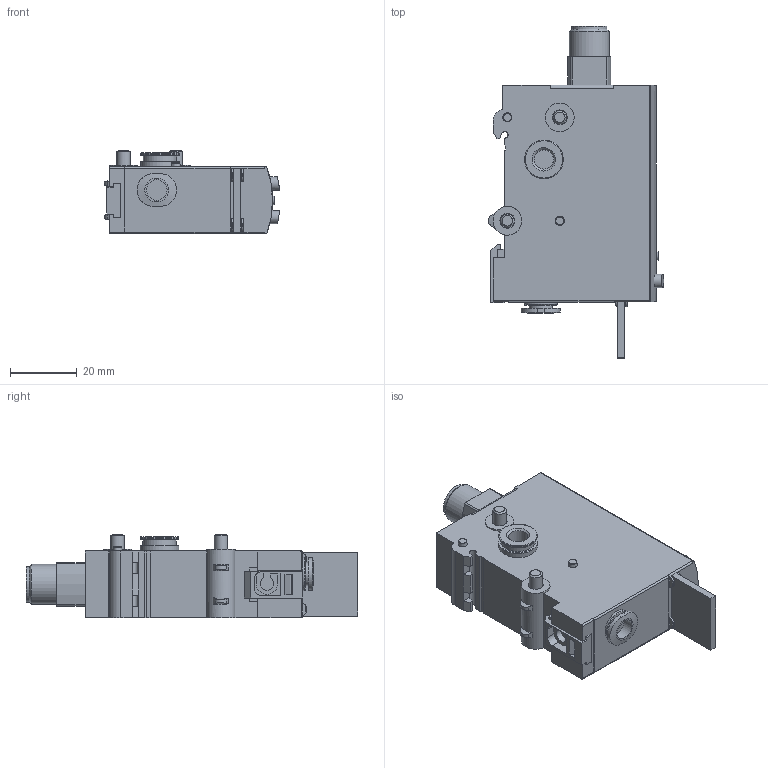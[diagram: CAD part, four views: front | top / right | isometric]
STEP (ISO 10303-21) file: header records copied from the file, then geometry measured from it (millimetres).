
FILE_DESCRIPTION(/* description */ ('STEP AP214'),/* implementation_level */ '2;1');
FILE_NAME(/* name */ '8093816_SOPA-M1-R1-HQ6-PNLK-VB-M12',/* time_stamp */ '2024-09-15T10:36:57+02:00',/* author */ ('License CC BY-ND 4.0'),/* organization */ ('CADENAS'),/* preprocessor_version */ 'ST-DEVELOPER v19.3',/* originating_system */ 'PARTsolutions',/* authorisation */ ' ');
FILE_SCHEMA (('AUTOMOTIVE_DESIGN {1 0 10303 214 3 1 1}'));
Length unit declared in the file: millimetre
Products named in the file (5): 8093816 SOPA-M1-R1-HQ6-PNLK-VB-M12; 8093816 SOPA-M1-R1-HQ6-PNLK-VB-M12_P; 174309 B-M7; 385546 Schieber; 707742 Gewindehuelse
Assembly tree (5 placements, depth 2):
  8093816 SOPA-M1-R1-HQ6-PNLK-VB-M12
    8093816 SOPA-M1-R1-HQ6-PNLK-VB-M12_P
    174309 B-M7
    385546 Schieber
    707742 Gewindehuelse  x2
Bounding box: 52.53 x 99.51 x 25 mm (x, y, z)
Volume: 62571.6 mm3; surface area: 16575.8 mm2
Topology: 5 solids, 5 shells, 296 faces, 710 edges, 467 vertices
Faces by surface type: plane 179, cylinder 83, cone 23, torus 11
Full cylindrical faces by diameter (mm): 1 x5, 1.2 x1, 1.5 x1, 2.5 x1, 3.2 x2, 3.242 x2, 3.75 x2, 4 x4, 4.5 x2, 5.917 x1, 6.2 x1, 6.5 x2, 7 x4, 8.3 x1, 8.55 x1, 8.6 x2, 9.5 x2, 10 x2, 10.6 x1, 11.6 x2, 12 x2
Entity records: 9279 total; most frequent: CARTESIAN_POINT 1495, DIRECTION 1297, ORIENTED_EDGE 1180, EDGE_CURVE 590, AXIS2_PLACEMENT_3D 469, VERTEX_POINT 426, EDGE_LOOP 392, FACE_BOUND 392
